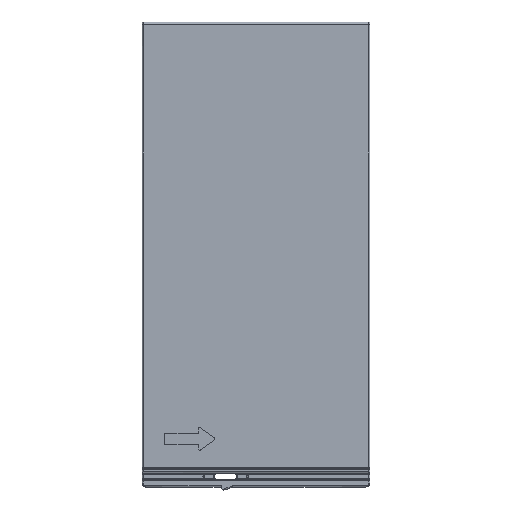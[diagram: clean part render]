
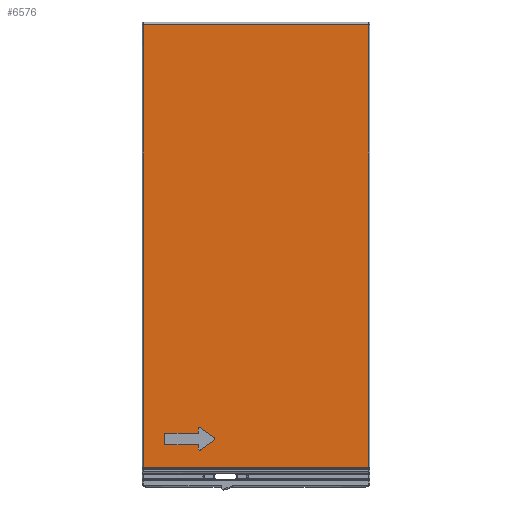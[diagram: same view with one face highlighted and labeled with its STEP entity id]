
A CAD part, front view. The second image highlights one B-rep face of the part: STEP entity #6576.
In plain terms, the highlighted planar face has unit normal (0, -1, 0).
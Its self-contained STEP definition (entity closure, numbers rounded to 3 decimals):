
#1545=DIRECTION('',(0.,0.,-1.));
#1546=VECTOR('',#1545,196.25);
#1547=CARTESIAN_POINT('',(-18.,-36.,
423.645));
#1548=LINE('',#1547,#1546);
#1567=CARTESIAN_POINT('',(7.,-36.,235.545));
#1568=DIRECTION('',(0.,-1.,0.));
#1569=DIRECTION('',(-1.,0.,0.));
#1570=AXIS2_PLACEMENT_3D('',#1567,#1568,#1569);
#1572=CARTESIAN_POINT('',(7.,-36.,235.545));
#1573=DIRECTION('',(0.,-1.,0.));
#1574=DIRECTION('',(0.,0.,-1.));
#1575=AXIS2_PLACEMENT_3D('',#1572,#1573,#1574);
#1577=DIRECTION('',(0.811,0.,0.585));
#1578=VECTOR('',#1577,7.694);
#1579=CARTESIAN_POINT('',(7.292,-36.,235.139));
#1580=LINE('',#1579,#1578);
#1581=CARTESIAN_POINT('',(13.24,-36.,240.045));
#1582=DIRECTION('',(0.,-1.,0.));
#1583=DIRECTION('',(0.585,0.,-0.811));
#1584=AXIS2_PLACEMENT_3D('',#1581,#1582,#1583);
#1586=DIRECTION('',(-0.811,0.,0.585));
#1587=VECTOR('',#1586,7.694);
#1588=CARTESIAN_POINT('',(13.533,-36.,240.451));
#1589=LINE('',#1588,#1587);
#1590=CARTESIAN_POINT('',(7.,-36.,244.545));
#1591=DIRECTION('',(0.,-1.,0.));
#1592=DIRECTION('',(0.585,0.,0.811));
#1593=AXIS2_PLACEMENT_3D('',#1590,#1591,#1592);
#1595=CARTESIAN_POINT('',(7.,-36.,244.545));
#1596=DIRECTION('',(0.,-1.,0.));
#1597=DIRECTION('',(0.,0.,1.));
#1598=AXIS2_PLACEMENT_3D('',#1595,#1596,#1597);
#1600=DIRECTION('',(0.,0.,-1.));
#1601=VECTOR('',#1600,1.5);
#1602=CARTESIAN_POINT('',(6.5,-36.,244.545));
#1603=LINE('',#1602,#1601);
#1604=CARTESIAN_POINT('',(6.,-36.,243.045));
#1605=DIRECTION('',(0.,1.,0.));
#1606=DIRECTION('',(1.,0.,0.));
#1607=AXIS2_PLACEMENT_3D('',#1604,#1605,#1606);
#1609=CARTESIAN_POINT('',(-8.,-36.,
242.045));
#1610=DIRECTION('',(0.,-1.,0.));
#1611=DIRECTION('',(0.,0.,1.));
#1612=AXIS2_PLACEMENT_3D('',#1609,#1610,#1611);
#1614=CARTESIAN_POINT('',(-8.,-36.,
238.045));
#1615=DIRECTION('',(0.,-1.,0.));
#1616=DIRECTION('',(-1.,0.,0.));
#1617=AXIS2_PLACEMENT_3D('',#1614,#1615,#1616);
#1619=CARTESIAN_POINT('',(6.,-36.,237.045));
#1620=DIRECTION('',(0.,1.,0.));
#1621=DIRECTION('',(0.,0.,1.));
#1622=AXIS2_PLACEMENT_3D('',#1619,#1620,#1621);
#1624=DIRECTION('',(1.,0.,0.));
#1625=VECTOR('',#1624,100.);
#1626=CARTESIAN_POINT('',(-18.,-36.,
227.395));
#1627=LINE('',#1626,#1625);
#1647=DIRECTION('',(0.,0.,1.));
#1648=VECTOR('',#1647,196.25);
#1649=CARTESIAN_POINT('',(82.,-36.,227.395));
#1650=LINE('',#1649,#1648);
#1899=DIRECTION('',(-1.,0.,0.));
#1900=VECTOR('',#1899,100.);
#1901=CARTESIAN_POINT('',(82.,-36.,423.645));
#1902=LINE('',#1901,#1900);
#2014=DIRECTION('',(0.,0.,1.));
#2015=VECTOR('',#2014,1.5);
#2016=CARTESIAN_POINT('',(6.5,-36.,235.545));
#2017=LINE('',#2016,#2015);
#2123=DIRECTION('',(-1.,0.,0.));
#2124=VECTOR('',#2123,14.);
#2125=CARTESIAN_POINT('',(6.,-36.,237.545));
#2126=LINE('',#2125,#2124);
#2139=DIRECTION('',(0.,0.,1.));
#2140=VECTOR('',#2139,4.);
#2141=CARTESIAN_POINT('',(-8.5,-36.,
238.045));
#2142=LINE('',#2141,#2140);
#2155=DIRECTION('',(1.,0.,0.));
#2156=VECTOR('',#2155,14.);
#2157=CARTESIAN_POINT('',(-8.,-36.,
242.545));
#2158=LINE('',#2157,#2156);
#3063=CARTESIAN_POINT('',(7.292,-36.,235.139));
#3064=VERTEX_POINT('',#3063);
#3065=CARTESIAN_POINT('',(13.533,-36.,240.451));
#3066=VERTEX_POINT('',#3065);
#3067=CARTESIAN_POINT('',(13.533,-36.,239.639));
#3068=VERTEX_POINT('',#3067);
#3069=CARTESIAN_POINT('',(7.,-36.,245.045));
#3070=VERTEX_POINT('',#3069);
#3071=CARTESIAN_POINT('',(7.292,-36.,244.951));
#3072=VERTEX_POINT('',#3071);
#3073=CARTESIAN_POINT('',(6.5,-36.,244.545));
#3074=VERTEX_POINT('',#3073);
#3075=CARTESIAN_POINT('',(6.5,-36.,243.045));
#3076=VERTEX_POINT('',#3075);
#3077=CARTESIAN_POINT('',(6.,-36.,242.545));
#3078=VERTEX_POINT('',#3077);
#3079=CARTESIAN_POINT('',(6.5,-36.,235.545));
#3080=CARTESIAN_POINT('',(7.,-36.,235.045));
#3081=VERTEX_POINT('',#3079);
#3082=VERTEX_POINT('',#3080);
#3083=CARTESIAN_POINT('',(-8.,-36.,
242.545));
#3084=CARTESIAN_POINT('',(-8.5,-36.,
242.045));
#3085=VERTEX_POINT('',#3083);
#3086=VERTEX_POINT('',#3084);
#3087=CARTESIAN_POINT('',(-8.5,-36.,
238.045));
#3088=CARTESIAN_POINT('',(-8.,-36.,
237.545));
#3089=VERTEX_POINT('',#3087);
#3090=VERTEX_POINT('',#3088);
#3091=CARTESIAN_POINT('',(6.,-36.,237.545));
#3092=CARTESIAN_POINT('',(6.5,-36.,237.045));
#3093=VERTEX_POINT('',#3091);
#3094=VERTEX_POINT('',#3092);
#3095=CARTESIAN_POINT('',(-18.,-36.,
227.395));
#3096=CARTESIAN_POINT('',(82.,-36.,227.395));
#3097=VERTEX_POINT('',#3095);
#3098=VERTEX_POINT('',#3096);
#3106=CARTESIAN_POINT('',(82.,-36.,423.645));
#3107=VERTEX_POINT('',#3106);
#3330=CARTESIAN_POINT('',(-18.,-36.,
423.645));
#3331=VERTEX_POINT('',#3330);
#6528=CARTESIAN_POINT('',(32.,-36.,325.52));
#6529=DIRECTION('',(0.,1.,0.));
#6530=DIRECTION('',(0.,0.,-1.));
#6531=AXIS2_PLACEMENT_3D('',#6528,#6529,#6530);
#6532=PLANE('',#6531);
#6534=ORIENTED_EDGE('',*,*,#6533,.F.);
#6535=ORIENTED_EDGE('',*,*,#6519,.F.);
#6537=ORIENTED_EDGE('',*,*,#6536,.F.);
#6539=ORIENTED_EDGE('',*,*,#6538,.F.);
#6540=EDGE_LOOP('',(#6534,#6535,#6537,#6539));
#6541=FACE_OUTER_BOUND('',#6540,.F.);
#6543=ORIENTED_EDGE('',*,*,#6542,.F.);
#6545=ORIENTED_EDGE('',*,*,#6544,.T.);
#6547=ORIENTED_EDGE('',*,*,#6546,.T.);
#6549=ORIENTED_EDGE('',*,*,#6548,.T.);
#6551=ORIENTED_EDGE('',*,*,#6550,.T.);
#6553=ORIENTED_EDGE('',*,*,#6552,.T.);
#6555=ORIENTED_EDGE('',*,*,#6554,.T.);
#6557=ORIENTED_EDGE('',*,*,#6556,.T.);
#6559=ORIENTED_EDGE('',*,*,#6558,.T.);
#6561=ORIENTED_EDGE('',*,*,#6560,.T.);
#6563=ORIENTED_EDGE('',*,*,#6562,.F.);
#6565=ORIENTED_EDGE('',*,*,#6564,.T.);
#6567=ORIENTED_EDGE('',*,*,#6566,.F.);
#6569=ORIENTED_EDGE('',*,*,#6568,.T.);
#6571=ORIENTED_EDGE('',*,*,#6570,.F.);
#6573=ORIENTED_EDGE('',*,*,#6572,.T.);
#6574=EDGE_LOOP('',(#6543,#6545,#6547,#6549,#6551,#6553,#6555,#6557,#6559,#6561,
#6563,#6565,#6567,#6569,#6571,#6573));
#6575=FACE_BOUND('',#6574,.F.);
#1571=CIRCLE('',#1570,0.5);
#1576=CIRCLE('',#1575,0.5);
#1585=CIRCLE('',#1584,0.5);
#1594=CIRCLE('',#1593,0.5);
#1599=CIRCLE('',#1598,0.5);
#1608=CIRCLE('',#1607,0.5);
#1613=CIRCLE('',#1612,0.5);
#1618=CIRCLE('',#1617,0.5);
#1623=CIRCLE('',#1622,0.5);
#6519=EDGE_CURVE('',#3331,#3097,#1548,.T.);
#6533=EDGE_CURVE('',#3097,#3098,#1627,.T.);
#6536=EDGE_CURVE('',#3107,#3331,#1902,.T.);
#6538=EDGE_CURVE('',#3098,#3107,#1650,.T.);
#6542=EDGE_CURVE('',#3081,#3094,#2017,.T.);
#6544=EDGE_CURVE('',#3081,#3082,#1571,.T.);
#6546=EDGE_CURVE('',#3082,#3064,#1576,.T.);
#6548=EDGE_CURVE('',#3064,#3068,#1580,.T.);
#6550=EDGE_CURVE('',#3068,#3066,#1585,.T.);
#6552=EDGE_CURVE('',#3066,#3072,#1589,.T.);
#6554=EDGE_CURVE('',#3072,#3070,#1594,.T.);
#6556=EDGE_CURVE('',#3070,#3074,#1599,.T.);
#6558=EDGE_CURVE('',#3074,#3076,#1603,.T.);
#6560=EDGE_CURVE('',#3076,#3078,#1608,.T.);
#6562=EDGE_CURVE('',#3085,#3078,#2158,.T.);
#6564=EDGE_CURVE('',#3085,#3086,#1613,.T.);
#6566=EDGE_CURVE('',#3089,#3086,#2142,.T.);
#6568=EDGE_CURVE('',#3089,#3090,#1618,.T.);
#6570=EDGE_CURVE('',#3093,#3090,#2126,.T.);
#6572=EDGE_CURVE('',#3093,#3094,#1623,.T.);
#6576=ADVANCED_FACE('',(#6541,#6575),#6532,.F.);
